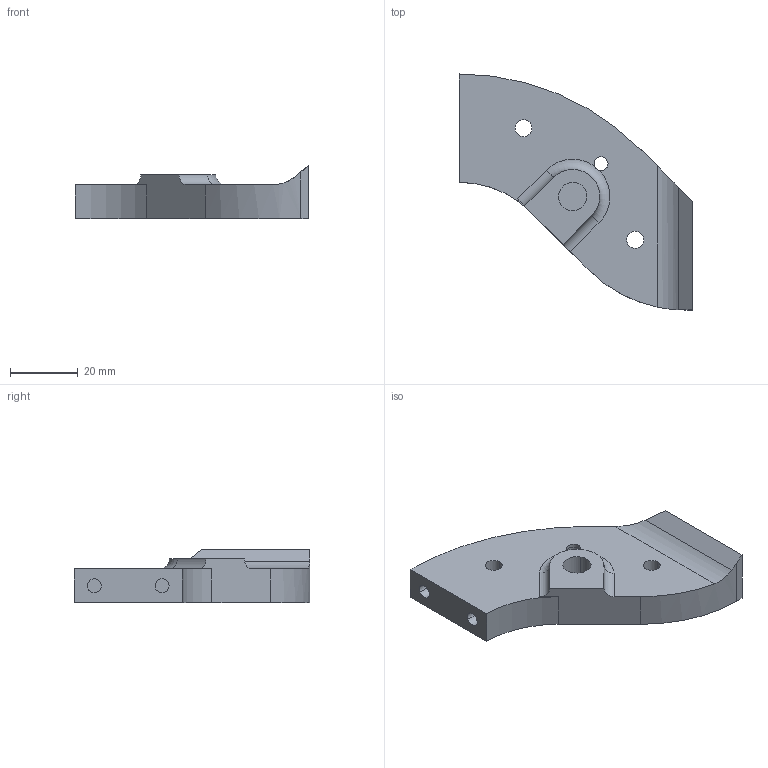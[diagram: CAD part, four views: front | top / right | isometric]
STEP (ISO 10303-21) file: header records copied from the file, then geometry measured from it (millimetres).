
FILE_DESCRIPTION(('CATIA V5 STEP Exchange'),'2;1');
FILE_NAME('SUPPORT ROTULE HAUTE SYMETRIE.stp','2022-05-10T16:25:50+00:00',('none'),('none'),'CATIA Version 5 Release 20 GA (IN-10)','CATIA V5 STEP AP203','none');
FILE_SCHEMA(('CONFIG_CONTROL_DESIGN'));
Length unit declared in the file: millimetre
Products named in the file (1): SUPPORT ROTULE HAUTE SYMETRIE
Bounding box: 69 x 69.72 x 15.7 mm (x, y, z)
Volume: 26552.4 mm3; surface area: 10551.1 mm2
Topology: 1 solids, 1 shells, 69 faces, 169 edges, 112 vertices
Faces by surface type: cylinder 40, plane 28, torus 1
Entity records: 1949 total; most frequent: CARTESIAN_POINT 351, ORIENTED_EDGE 338, DIRECTION 261, EDGE_CURVE 169, AXIS2_PLACEMENT_3D 129, VERTEX_POINT 112, VECTOR 85, EDGE_LOOP 85
